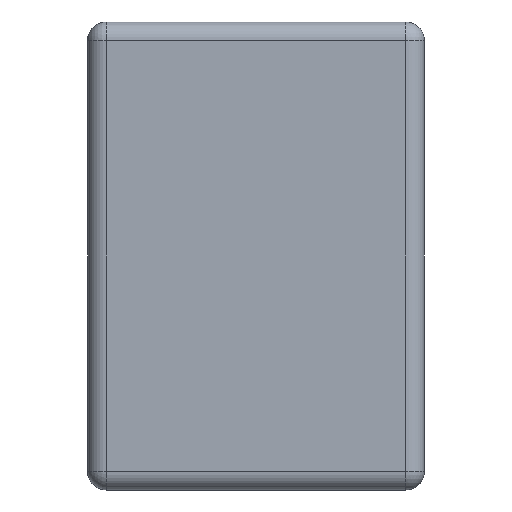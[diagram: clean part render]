
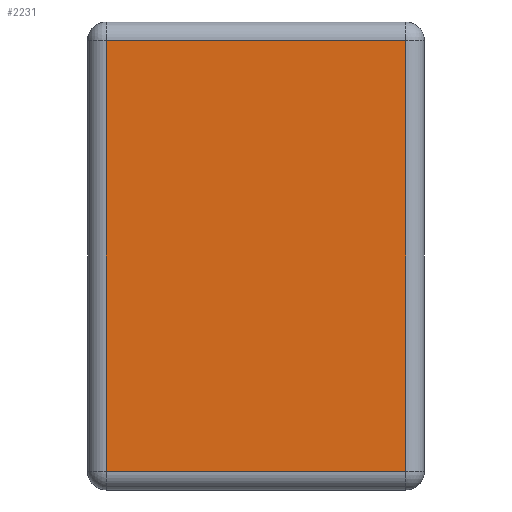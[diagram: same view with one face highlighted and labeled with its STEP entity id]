
A CAD part, left-side view. The second image highlights one B-rep face of the part: STEP entity #2231.
In plain terms, the highlighted planar face has unit normal (-1, 0, 0).
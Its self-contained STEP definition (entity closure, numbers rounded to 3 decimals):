
#38 = VERTEX_POINT ( 'NONE', #1166 ) ;
#66 = VERTEX_POINT ( 'NONE', #1280 ) ;
#90 = VERTEX_POINT ( 'NONE', #805 ) ;
#106 = CARTESIAN_POINT ( 'NONE',  ( -1., 0.85, 0.575 ) ) ;
#142 = CARTESIAN_POINT ( 'NONE',  ( -1., 2.296, -0.625 ) ) ;
#161 = CARTESIAN_POINT ( 'NONE',  ( -1., 2.296, -0.575 ) ) ;
#228 = VECTOR ( 'NONE', #2964, 1000. ) ;
#278 = ORIENTED_EDGE ( 'NONE', *, *, #2589, .T. ) ;
#301 = VECTOR ( 'NONE', #1100, 1000. ) ;
#312 = LINE ( 'NONE', #1291, #228 ) ;
#417 = LINE ( 'NONE', #1940, #1725 ) ;
#619 = ORIENTED_EDGE ( 'NONE', *, *, #1376, .T. ) ;
#726 = EDGE_CURVE ( 'NONE', #90, #66, #417, .T. ) ;
#805 = CARTESIAN_POINT ( 'NONE',  ( -1., 0.05, -0.575 ) ) ;
#903 = LINE ( 'NONE', #2578, #2343 ) ;
#981 = DIRECTION ( 'NONE',  ( 1., 0., 0. ) ) ;
#1100 = DIRECTION ( 'NONE',  ( 0., -1., 0. ) ) ;
#1105 = EDGE_LOOP ( 'NONE', ( #619, #1269, #1678, #278 ) ) ;
#1115 = AXIS2_PLACEMENT_3D ( 'NONE', #142, #981, #1702 ) ;
#1166 = CARTESIAN_POINT ( 'NONE',  ( -1., 0.85, -0.575 ) ) ;
#1269 = ORIENTED_EDGE ( 'NONE', *, *, #726, .T. ) ;
#1280 = CARTESIAN_POINT ( 'NONE',  ( -1., 0.05, 0.575 ) ) ;
#1291 = CARTESIAN_POINT ( 'NONE',  ( -1., 0.85, -0.625 ) ) ;
#1376 = EDGE_CURVE ( 'NONE', #38, #90, #2777, .T. ) ;
#1468 = FACE_OUTER_BOUND ( 'NONE', #1105, .T. ) ;
#1678 = ORIENTED_EDGE ( 'NONE', *, *, #2457, .T. ) ;
#1690 = PLANE ( 'NONE',  #1115 ) ;
#1702 = DIRECTION ( 'NONE',  ( 0., 0., -1. ) ) ;
#1725 = VECTOR ( 'NONE', #1888, 1000. ) ;
#1830 = VERTEX_POINT ( 'NONE', #106 ) ;
#1888 = DIRECTION ( 'NONE',  ( 0., 0., 1. ) ) ;
#1940 = CARTESIAN_POINT ( 'NONE',  ( -1., 0.05, -0.625 ) ) ;
#2231 = ADVANCED_FACE ( 'NONE', ( #1468 ), #1690, .F. ) ;
#2340 = DIRECTION ( 'NONE',  ( 0., 1., 0. ) ) ;
#2343 = VECTOR ( 'NONE', #2340, 1000. ) ;
#2457 = EDGE_CURVE ( 'NONE', #66, #1830, #903, .T. ) ;
#2578 = CARTESIAN_POINT ( 'NONE',  ( -1., 2.296, 0.575 ) ) ;
#2589 = EDGE_CURVE ( 'NONE', #1830, #38, #312, .T. ) ;
#2777 = LINE ( 'NONE', #161, #301 ) ;
#2964 = DIRECTION ( 'NONE',  ( 0., 0., -1. ) ) ;
